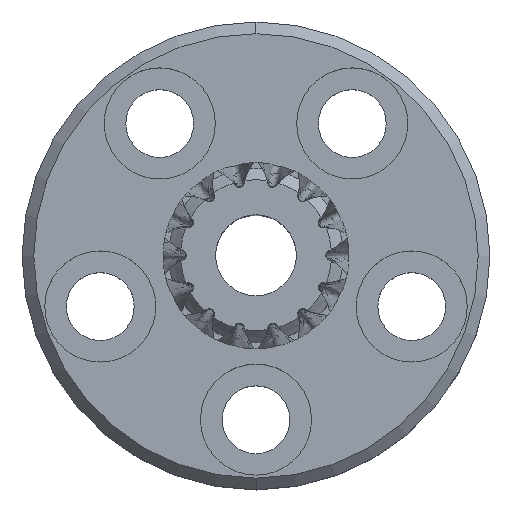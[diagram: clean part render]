
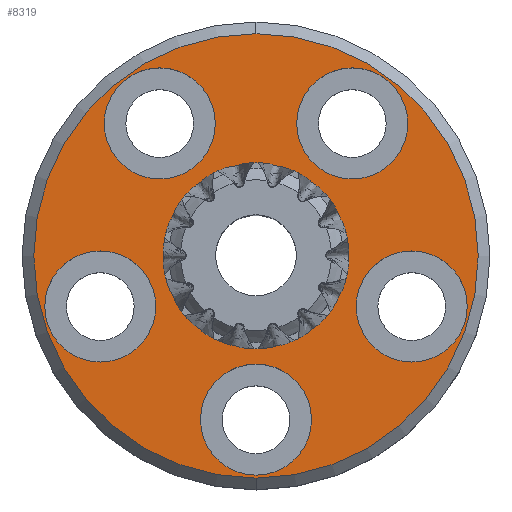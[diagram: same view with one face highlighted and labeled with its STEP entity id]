
A CAD part, top view. The second image highlights one B-rep face of the part: STEP entity #8319.
In plain terms, the highlighted face is planar.
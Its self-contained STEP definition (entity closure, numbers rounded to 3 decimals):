
#222 = CIRCLE ( 'NONE', #3774, 2.375 ) ;
#225 = DIRECTION ( 'NONE',  ( 0., 0., 1. ) ) ;
#268 = ORIENTED_EDGE ( 'NONE', *, *, #4260, .T. ) ;
#303 = ORIENTED_EDGE ( 'NONE', *, *, #7754, .F. ) ;
#352 = CARTESIAN_POINT ( 'NONE',  ( 0., 5., 9.5 ) ) ;
#422 = DIRECTION ( 'NONE',  ( 0., 1., 0. ) ) ;
#581 = DIRECTION ( 'NONE',  ( 0., 1., 0. ) ) ;
#639 = VERTEX_POINT ( 'NONE', #1570 ) ;
#692 = VERTEX_POINT ( 'NONE', #352 ) ;
#873 = VERTEX_POINT ( 'NONE', #3016 ) ;
#1042 = ORIENTED_EDGE ( 'NONE', *, *, #6912, .F. ) ;
#1076 = DIRECTION ( 'NONE',  ( 0., 0., 1. ) ) ;
#1101 = PLANE ( 'NONE',  #8412 ) ;
#1105 = CARTESIAN_POINT ( 'NONE',  ( 4.114, 5., 3.288 ) ) ;
#1169 = EDGE_CURVE ( 'NONE', #8734, #8273, #2761, .T. ) ;
#1170 = FACE_BOUND ( 'NONE', #5148, .T. ) ;
#1237 = CARTESIAN_POINT ( 'NONE',  ( -6.657, 5., -2.163 ) ) ;
#1262 = AXIS2_PLACEMENT_3D ( 'NONE', #8611, #6368, #1076 ) ;
#1279 = DIRECTION ( 'NONE',  ( 0., 0., 1. ) ) ;
#1291 = CARTESIAN_POINT ( 'NONE',  ( 6.657, 5., -2.163 ) ) ;
#1339 = ORIENTED_EDGE ( 'NONE', *, *, #8153, .F. ) ;
#1486 = DIRECTION ( 'NONE',  ( 0., 1., 0. ) ) ;
#1518 = CIRCLE ( 'NONE', #3820, 2.375 ) ;
#1570 = CARTESIAN_POINT ( 'NONE',  ( -6.657, 5., 0.212 ) ) ;
#1657 = CARTESIAN_POINT ( 'NONE',  ( 6.657, 5., -4.538 ) ) ;
#1739 = CIRCLE ( 'NONE', #1262, 2.375 ) ;
#1792 = EDGE_LOOP ( 'NONE', ( #3632, #1042 ) ) ;
#1928 = DIRECTION ( 'NONE',  ( 0., 1., 0. ) ) ;
#1955 = CARTESIAN_POINT ( 'NONE',  ( 0., 5., 0. ) ) ;
#1968 = AXIS2_PLACEMENT_3D ( 'NONE', #9034, #581, #1279 ) ;
#2008 = EDGE_LOOP ( 'NONE', ( #8566, #1339 ) ) ;
#2036 = CIRCLE ( 'NONE', #7696, 2.375 ) ;
#2175 = DIRECTION ( 'NONE',  ( 0., 0., 1. ) ) ;
#2194 = CARTESIAN_POINT ( 'NONE',  ( -4.114, 5., 8.038 ) ) ;
#2206 = VERTEX_POINT ( 'NONE', #1657 ) ;
#2321 = EDGE_CURVE ( 'NONE', #873, #4465, #8197, .T. ) ;
#2563 = CIRCLE ( 'NONE', #3728, 2.375 ) ;
#2681 = DIRECTION ( 'NONE',  ( 0., 1., 0. ) ) ;
#2685 = CARTESIAN_POINT ( 'NONE',  ( -4.114, 5., 5.663 ) ) ;
#2761 = CIRCLE ( 'NONE', #7607, 3.958 ) ;
#2817 = AXIS2_PLACEMENT_3D ( 'NONE', #4737, #3574, #3495 ) ;
#2933 = DIRECTION ( 'NONE',  ( 0., 0., 1. ) ) ;
#2952 = DIRECTION ( 'NONE',  ( 0., 1., 0. ) ) ;
#2982 = AXIS2_PLACEMENT_3D ( 'NONE', #1291, #6166, #3422 ) ;
#2994 = CIRCLE ( 'NONE', #4283, 3.958 ) ;
#3016 = CARTESIAN_POINT ( 'NONE',  ( 4.114, 5., 8.038 ) ) ;
#3027 = EDGE_CURVE ( 'NONE', #6278, #5805, #1518, .T. ) ;
#3241 = AXIS2_PLACEMENT_3D ( 'NONE', #2685, #2952, #2175 ) ;
#3422 = DIRECTION ( 'NONE',  ( 0., 0., 1. ) ) ;
#3437 = ORIENTED_EDGE ( 'NONE', *, *, #1169, .F. ) ;
#3495 = DIRECTION ( 'NONE',  ( 0., 0., 1. ) ) ;
#3574 = DIRECTION ( 'NONE',  ( 0., 1., 0. ) ) ;
#3597 = CARTESIAN_POINT ( 'NONE',  ( 0., 5., 0. ) ) ;
#3632 = ORIENTED_EDGE ( 'NONE', *, *, #5695, .F. ) ;
#3642 = ORIENTED_EDGE ( 'NONE', *, *, #8020, .F. ) ;
#3672 = FACE_OUTER_BOUND ( 'NONE', #6193, .T. ) ;
#3728 = AXIS2_PLACEMENT_3D ( 'NONE', #7130, #5829, #7915 ) ;
#3770 = DIRECTION ( 'NONE',  ( 0., 1., 0. ) ) ;
#3774 = AXIS2_PLACEMENT_3D ( 'NONE', #8593, #3770, #225 ) ;
#3790 = EDGE_CURVE ( 'NONE', #6799, #5147, #222, .T. ) ;
#3820 = AXIS2_PLACEMENT_3D ( 'NONE', #4577, #422, #3922 ) ;
#3922 = DIRECTION ( 'NONE',  ( 0., 0., 1. ) ) ;
#4001 = FACE_BOUND ( 'NONE', #1792, .T. ) ;
#4110 = AXIS2_PLACEMENT_3D ( 'NONE', #8352, #7027, #5535 ) ;
#4186 = VERTEX_POINT ( 'NONE', #4943 ) ;
#4260 = EDGE_CURVE ( 'NONE', #6097, #692, #4461, .T. ) ;
#4279 = EDGE_CURVE ( 'NONE', #4465, #873, #1739, .T. ) ;
#4283 = AXIS2_PLACEMENT_3D ( 'NONE', #6814, #2681, #7616 ) ;
#4430 = DIRECTION ( 'NONE',  ( 0., 1., 0. ) ) ;
#4461 = CIRCLE ( 'NONE', #6073, 9.5 ) ;
#4465 = VERTEX_POINT ( 'NONE', #1105 ) ;
#4577 = CARTESIAN_POINT ( 'NONE',  ( -4.114, 5., 5.663 ) ) ;
#4737 = CARTESIAN_POINT ( 'NONE',  ( 0., 5., -7. ) ) ;
#4853 = FACE_BOUND ( 'NONE', #8449, .T. ) ;
#4908 = CARTESIAN_POINT ( 'NONE',  ( 0., 5., 0. ) ) ;
#4912 = EDGE_CURVE ( 'NONE', #692, #6097, #4984, .T. ) ;
#4931 = DIRECTION ( 'NONE',  ( 0., 0., 1. ) ) ;
#4943 = CARTESIAN_POINT ( 'NONE',  ( 6.657, 5., 0.212 ) ) ;
#4984 = CIRCLE ( 'NONE', #8083, 9.5 ) ;
#5027 = CARTESIAN_POINT ( 'NONE',  ( 0., 5., -9.5 ) ) ;
#5077 = CIRCLE ( 'NONE', #1968, 2.375 ) ;
#5113 = ORIENTED_EDGE ( 'NONE', *, *, #4279, .F. ) ;
#5147 = VERTEX_POINT ( 'NONE', #8236 ) ;
#5148 = EDGE_LOOP ( 'NONE', ( #3437, #7656 ) ) ;
#5181 = CARTESIAN_POINT ( 'NONE',  ( 0., 5., 3.958 ) ) ;
#5461 = CARTESIAN_POINT ( 'NONE',  ( -4.114, 5., 3.288 ) ) ;
#5535 = DIRECTION ( 'NONE',  ( 0., 0., 1. ) ) ;
#5695 = EDGE_CURVE ( 'NONE', #639, #8299, #5077, .T. ) ;
#5793 = FACE_BOUND ( 'NONE', #6829, .T. ) ;
#5805 = VERTEX_POINT ( 'NONE', #5461 ) ;
#5829 = DIRECTION ( 'NONE',  ( 0., 1., 0. ) ) ;
#6005 = EDGE_CURVE ( 'NONE', #8273, #8734, #2994, .T. ) ;
#6073 = AXIS2_PLACEMENT_3D ( 'NONE', #8643, #4430, #2933 ) ;
#6097 = VERTEX_POINT ( 'NONE', #5027 ) ;
#6166 = DIRECTION ( 'NONE',  ( 0., 1., 0. ) ) ;
#6193 = EDGE_LOOP ( 'NONE', ( #268, #6294 ) ) ;
#6207 = ORIENTED_EDGE ( 'NONE', *, *, #3790, .F. ) ;
#6278 = VERTEX_POINT ( 'NONE', #2194 ) ;
#6294 = ORIENTED_EDGE ( 'NONE', *, *, #4912, .T. ) ;
#6339 = DIRECTION ( 'NONE',  ( 0., 0., 1. ) ) ;
#6368 = DIRECTION ( 'NONE',  ( 0., 1., 0. ) ) ;
#6799 = VERTEX_POINT ( 'NONE', #7292 ) ;
#6814 = CARTESIAN_POINT ( 'NONE',  ( 0., 5., 0. ) ) ;
#6829 = EDGE_LOOP ( 'NONE', ( #303, #3642 ) ) ;
#6912 = EDGE_CURVE ( 'NONE', #8299, #639, #2036, .T. ) ;
#6991 = ORIENTED_EDGE ( 'NONE', *, *, #7041, .F. ) ;
#7027 = DIRECTION ( 'NONE',  ( 0., 1., 0. ) ) ;
#7041 = EDGE_CURVE ( 'NONE', #5147, #6799, #7389, .T. ) ;
#7049 = FACE_BOUND ( 'NONE', #7684, .T. ) ;
#7130 = CARTESIAN_POINT ( 'NONE',  ( 6.657, 5., -2.163 ) ) ;
#7270 = CARTESIAN_POINT ( 'NONE',  ( -6.657, 5., -4.538 ) ) ;
#7292 = CARTESIAN_POINT ( 'NONE',  ( 0., 5., -9.375 ) ) ;
#7389 = CIRCLE ( 'NONE', #2817, 2.375 ) ;
#7495 = DIRECTION ( 'NONE',  ( 0., 0., 1. ) ) ;
#7550 = ORIENTED_EDGE ( 'NONE', *, *, #2321, .F. ) ;
#7607 = AXIS2_PLACEMENT_3D ( 'NONE', #3597, #1486, #6339 ) ;
#7616 = DIRECTION ( 'NONE',  ( 0., 0., 1. ) ) ;
#7656 = ORIENTED_EDGE ( 'NONE', *, *, #6005, .F. ) ;
#7684 = EDGE_LOOP ( 'NONE', ( #7550, #5113 ) ) ;
#7696 = AXIS2_PLACEMENT_3D ( 'NONE', #1237, #1928, #8221 ) ;
#7754 = EDGE_CURVE ( 'NONE', #4186, #2206, #8269, .T. ) ;
#7907 = FACE_BOUND ( 'NONE', #2008, .T. ) ;
#7915 = DIRECTION ( 'NONE',  ( 0., 0., 1. ) ) ;
#7919 = CIRCLE ( 'NONE', #3241, 2.375 ) ;
#8020 = EDGE_CURVE ( 'NONE', #2206, #4186, #2563, .T. ) ;
#8083 = AXIS2_PLACEMENT_3D ( 'NONE', #1955, #8216, #7495 ) ;
#8153 = EDGE_CURVE ( 'NONE', #5805, #6278, #7919, .T. ) ;
#8197 = CIRCLE ( 'NONE', #4110, 2.375 ) ;
#8216 = DIRECTION ( 'NONE',  ( 0., 1., 0. ) ) ;
#8221 = DIRECTION ( 'NONE',  ( 0., 0., 1. ) ) ;
#8236 = CARTESIAN_POINT ( 'NONE',  ( 0., 5., -4.625 ) ) ;
#8269 = CIRCLE ( 'NONE', #2982, 2.375 ) ;
#8273 = VERTEX_POINT ( 'NONE', #5181 ) ;
#8299 = VERTEX_POINT ( 'NONE', #7270 ) ;
#8319 = ADVANCED_FACE ( 'NONE', ( #3672, #5793, #7049, #7907, #4001, #4853, #1170 ), #1101, .T. ) ;
#8352 = CARTESIAN_POINT ( 'NONE',  ( 4.114, 5., 5.663 ) ) ;
#8412 = AXIS2_PLACEMENT_3D ( 'NONE', #4908, #8415, #4931 ) ;
#8415 = DIRECTION ( 'NONE',  ( 0., 1., 0. ) ) ;
#8449 = EDGE_LOOP ( 'NONE', ( #6991, #6207 ) ) ;
#8542 = CARTESIAN_POINT ( 'NONE',  ( 0., 5., -3.958 ) ) ;
#8566 = ORIENTED_EDGE ( 'NONE', *, *, #3027, .F. ) ;
#8593 = CARTESIAN_POINT ( 'NONE',  ( 0., 5., -7. ) ) ;
#8611 = CARTESIAN_POINT ( 'NONE',  ( 4.114, 5., 5.663 ) ) ;
#8643 = CARTESIAN_POINT ( 'NONE',  ( 0., 5., 0. ) ) ;
#8734 = VERTEX_POINT ( 'NONE', #8542 ) ;
#9034 = CARTESIAN_POINT ( 'NONE',  ( -6.657, 5., -2.163 ) ) ;
